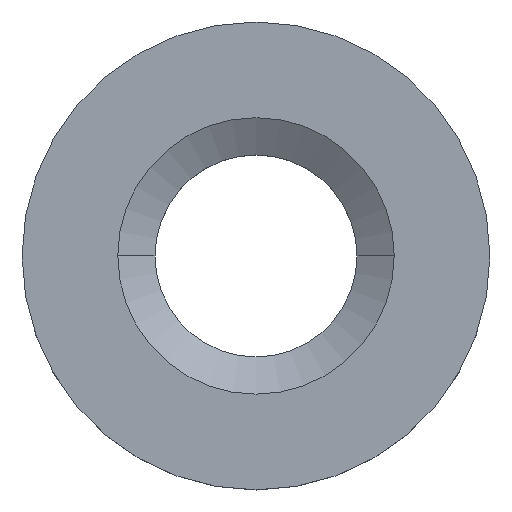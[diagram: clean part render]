
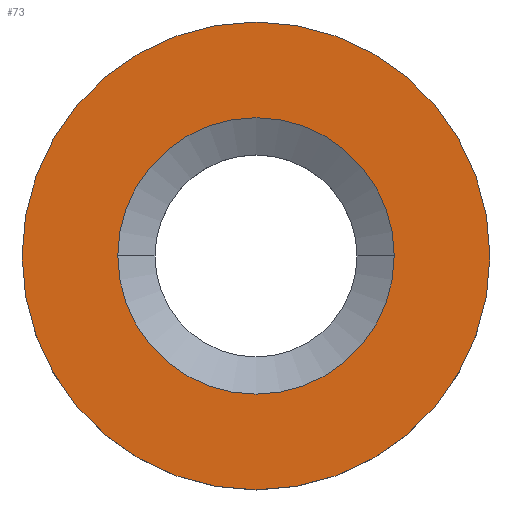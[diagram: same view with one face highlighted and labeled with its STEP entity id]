
A CAD part, top view. The second image highlights one B-rep face of the part: STEP entity #73.
In plain terms, the highlighted planar face has unit normal (0, 0, 1).
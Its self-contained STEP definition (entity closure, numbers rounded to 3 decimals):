
#73=ADVANCED_FACE('',(#161,#162),#163,.T.);
#89=VERTEX_POINT('',#182);
#91=EDGE_CURVE('',#111,#89,#184,.T.);
#93=EDGE_CURVE('',#105,#113,#186,.T.);
#97=EDGE_CURVE('',#89,#111,#190,.T.);
#105=VERTEX_POINT('',#199);
#109=EDGE_CURVE('',#113,#105,#203,.T.);
#111=VERTEX_POINT('',#205);
#113=VERTEX_POINT('',#207);
#161=FACE_OUTER_BOUND('',#250,.T.);
#162=FACE_BOUND('',#251,.T.);
#163=PLANE('',#252);
#182=CARTESIAN_POINT('',(-22.,0.,7.));
#184=CIRCLE('',#274,22.);
#186=CIRCLE('',#277,13.);
#190=CIRCLE('',#283,22.);
#199=CARTESIAN_POINT('',(-13.,0.,7.));
#203=CIRCLE('',#302,13.);
#205=CARTESIAN_POINT('',(22.,0.,7.));
#207=CARTESIAN_POINT('',(13.,0.,7.));
#250=EDGE_LOOP('',(#357,#358));
#251=EDGE_LOOP('',(#359,#360));
#252=AXIS2_PLACEMENT_3D('',#361,#362,#363);
#274=AXIS2_PLACEMENT_3D('',#388,#389,#390);
#277=AXIS2_PLACEMENT_3D('',#391,#392,#393);
#283=AXIS2_PLACEMENT_3D('',#397,#398,#399);
#302=AXIS2_PLACEMENT_3D('',#413,#414,#415);
#357=ORIENTED_EDGE('',*,*,#97,.F.);
#358=ORIENTED_EDGE('',*,*,#91,.F.);
#359=ORIENTED_EDGE('',*,*,#93,.T.);
#360=ORIENTED_EDGE('',*,*,#109,.T.);
#361=CARTESIAN_POINT('',(-17.5,0.,7.));
#362=DIRECTION('',(0.0,0.0,1.0));
#363=DIRECTION('',(-1.0,0.,0.0));
#388=CARTESIAN_POINT('',(0.0,0.,7.));
#389=DIRECTION('',(-0.0,0.0,-1.0));
#390=DIRECTION('',(-1.0,0.,0.0));
#391=CARTESIAN_POINT('',(0.0,0.,7.));
#392=DIRECTION('',(-0.0,0.0,-1.0));
#393=DIRECTION('',(-1.0,0.,0.0));
#397=CARTESIAN_POINT('',(0.0,0.,7.));
#398=DIRECTION('',(-0.0,0.0,-1.0));
#399=DIRECTION('',(-1.0,0.,0.0));
#413=CARTESIAN_POINT('',(0.0,0.,7.));
#414=DIRECTION('',(-0.0,0.0,-1.0));
#415=DIRECTION('',(-1.0,0.,0.0));
